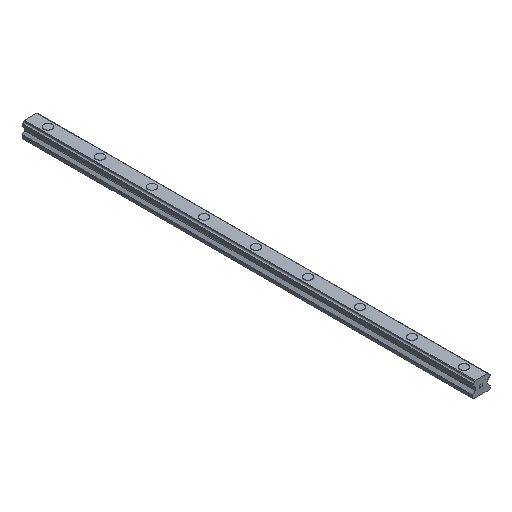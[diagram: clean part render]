
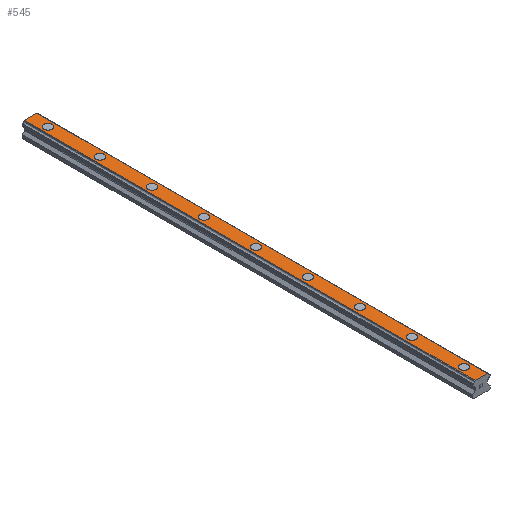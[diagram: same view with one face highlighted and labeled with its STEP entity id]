
A CAD part, isometric view. The second image highlights one B-rep face of the part: STEP entity #545.
In plain terms, the highlighted planar face has unit normal (0, 0, 1).
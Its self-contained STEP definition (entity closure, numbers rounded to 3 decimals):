
#545=ADVANCED_FACE('',(#1118,#1119,#1120,#1121,#1122,#1123,#1124,#1125,#1126,#1127),#1128,.T.);
#1118=FACE_BOUND('',#1721,.T.);
#1119=FACE_BOUND('',#1722,.T.);
#1120=FACE_BOUND('',#1723,.T.);
#1121=FACE_BOUND('',#1724,.T.);
#1122=FACE_BOUND('',#1725,.T.);
#1123=FACE_BOUND('',#1726,.T.);
#1124=FACE_BOUND('',#1727,.T.);
#1125=FACE_BOUND('',#1728,.T.);
#1126=FACE_BOUND('',#1729,.T.);
#1127=FACE_OUTER_BOUND('',#1730,.T.);
#1128=PLANE('',#1731);
#1721=EDGE_LOOP('',(#3277,#3278));
#1722=EDGE_LOOP('',(#3279,#3280));
#1723=EDGE_LOOP('',(#3281,#3282));
#1724=EDGE_LOOP('',(#3283,#3284));
#1725=EDGE_LOOP('',(#3285,#3286));
#1726=EDGE_LOOP('',(#3287,#3288));
#1727=EDGE_LOOP('',(#3289,#3290));
#1728=EDGE_LOOP('',(#3291,#3292));
#1729=EDGE_LOOP('',(#3293,#3294));
#1730=EDGE_LOOP('',(#3295,#3296,#3297,#3298));
#1731=AXIS2_PLACEMENT_3D('',#3299,#3300,#3301);
#3277=ORIENTED_EDGE('',*,*,#3576,.T.);
#3278=ORIENTED_EDGE('',*,*,#4005,.T.);
#3279=ORIENTED_EDGE('',*,*,#3566,.T.);
#3280=ORIENTED_EDGE('',*,*,#4011,.T.);
#3281=ORIENTED_EDGE('',*,*,#3556,.T.);
#3282=ORIENTED_EDGE('',*,*,#4017,.T.);
#3283=ORIENTED_EDGE('',*,*,#3546,.T.);
#3284=ORIENTED_EDGE('',*,*,#4023,.T.);
#3285=ORIENTED_EDGE('',*,*,#3536,.T.);
#3286=ORIENTED_EDGE('',*,*,#4029,.T.);
#3287=ORIENTED_EDGE('',*,*,#3526,.T.);
#3288=ORIENTED_EDGE('',*,*,#4035,.T.);
#3289=ORIENTED_EDGE('',*,*,#3516,.T.);
#3290=ORIENTED_EDGE('',*,*,#4041,.T.);
#3291=ORIENTED_EDGE('',*,*,#3506,.T.);
#3292=ORIENTED_EDGE('',*,*,#4047,.T.);
#3293=ORIENTED_EDGE('',*,*,#3496,.T.);
#3294=ORIENTED_EDGE('',*,*,#4053,.T.);
#3295=ORIENTED_EDGE('',*,*,#3984,.T.);
#3296=ORIENTED_EDGE('',*,*,#4100,.F.);
#3297=ORIENTED_EDGE('',*,*,#3854,.F.);
#3298=ORIENTED_EDGE('',*,*,#4098,.T.);
#3299=CARTESIAN_POINT('',(0.0,520.0,17.5));
#3300=DIRECTION('',(0.0,0.0,1.0));
#3301=DIRECTION('',(-1.0,0.0,-0.0));
#3496=EDGE_CURVE('',#4156,#4153,#4157,.T.);
#3506=EDGE_CURVE('',#4174,#4171,#4175,.T.);
#3516=EDGE_CURVE('',#4192,#4189,#4193,.T.);
#3526=EDGE_CURVE('',#4210,#4207,#4211,.T.);
#3536=EDGE_CURVE('',#4228,#4225,#4229,.T.);
#3546=EDGE_CURVE('',#4246,#4243,#4247,.T.);
#3556=EDGE_CURVE('',#4264,#4261,#4265,.T.);
#3566=EDGE_CURVE('',#4282,#4279,#4283,.T.);
#3576=EDGE_CURVE('',#4300,#4297,#4301,.T.);
#3854=EDGE_CURVE('',#4712,#4714,#4715,.T.);
#3984=EDGE_CURVE('',#4929,#4927,#4930,.T.);
#4005=EDGE_CURVE('',#4297,#4300,#4969,.T.);
#4011=EDGE_CURVE('',#4279,#4282,#4975,.T.);
#4017=EDGE_CURVE('',#4261,#4264,#4981,.T.);
#4023=EDGE_CURVE('',#4243,#4246,#4987,.T.);
#4029=EDGE_CURVE('',#4225,#4228,#4993,.T.);
#4035=EDGE_CURVE('',#4207,#4210,#4999,.T.);
#4041=EDGE_CURVE('',#4189,#4192,#5005,.T.);
#4047=EDGE_CURVE('',#4171,#4174,#5011,.T.);
#4053=EDGE_CURVE('',#4153,#4156,#5017,.T.);
#4098=EDGE_CURVE('',#4712,#4929,#5062,.T.);
#4100=EDGE_CURVE('',#4714,#4927,#5064,.T.);
#4153=VERTEX_POINT('',#5119);
#4156=VERTEX_POINT('',#5123);
#4157=CIRCLE('',#5124,4.75);
#4171=VERTEX_POINT('',#5141);
#4174=VERTEX_POINT('',#5145);
#4175=CIRCLE('',#5146,4.75);
#4189=VERTEX_POINT('',#5163);
#4192=VERTEX_POINT('',#5167);
#4193=CIRCLE('',#5168,4.75);
#4207=VERTEX_POINT('',#5185);
#4210=VERTEX_POINT('',#5189);
#4211=CIRCLE('',#5190,4.75);
#4225=VERTEX_POINT('',#5207);
#4228=VERTEX_POINT('',#5211);
#4229=CIRCLE('',#5212,4.75);
#4243=VERTEX_POINT('',#5229);
#4246=VERTEX_POINT('',#5233);
#4247=CIRCLE('',#5234,4.75);
#4261=VERTEX_POINT('',#5251);
#4264=VERTEX_POINT('',#5255);
#4265=CIRCLE('',#5256,4.75);
#4279=VERTEX_POINT('',#5273);
#4282=VERTEX_POINT('',#5277);
#4283=CIRCLE('',#5278,4.75);
#4297=VERTEX_POINT('',#5295);
#4300=VERTEX_POINT('',#5299);
#4301=CIRCLE('',#5300,4.75);
#4712=VERTEX_POINT('',#5853);
#4714=VERTEX_POINT('',#5856);
#4715=LINE('',#5857,#5858);
#4927=VERTEX_POINT('',#6152);
#4929=VERTEX_POINT('',#6155);
#4930=LINE('',#6156,#6157);
#4969=CIRCLE('',#6204,4.75);
#4975=CIRCLE('',#6210,4.75);
#4981=CIRCLE('',#6216,4.75);
#4987=CIRCLE('',#6222,4.75);
#4993=CIRCLE('',#6228,4.75);
#4999=CIRCLE('',#6234,4.75);
#5005=CIRCLE('',#6240,4.75);
#5011=CIRCLE('',#6246,4.75);
#5017=CIRCLE('',#6252,4.75);
#5062=LINE('',#6317,#6318);
#5064=LINE('',#6320,#6321);
#5119=CARTESIAN_POINT('',(4.75,20.0,17.5));
#5123=CARTESIAN_POINT('',(-4.75,20.0,17.5));
#5124=AXIS2_PLACEMENT_3D('',#6393,#6394,#6395);
#5141=CARTESIAN_POINT('',(4.75,80.0,17.5));
#5145=CARTESIAN_POINT('',(-4.75,80.0,17.5));
#5146=AXIS2_PLACEMENT_3D('',#6409,#6410,#6411);
#5163=CARTESIAN_POINT('',(4.75,140.0,17.5));
#5167=CARTESIAN_POINT('',(-4.75,140.0,17.5));
#5168=AXIS2_PLACEMENT_3D('',#6425,#6426,#6427);
#5185=CARTESIAN_POINT('',(4.75,200.0,17.5));
#5189=CARTESIAN_POINT('',(-4.75,200.0,17.5));
#5190=AXIS2_PLACEMENT_3D('',#6441,#6442,#6443);
#5207=CARTESIAN_POINT('',(4.75,260.0,17.5));
#5211=CARTESIAN_POINT('',(-4.75,260.0,17.5));
#5212=AXIS2_PLACEMENT_3D('',#6457,#6458,#6459);
#5229=CARTESIAN_POINT('',(4.75,320.0,17.5));
#5233=CARTESIAN_POINT('',(-4.75,320.0,17.5));
#5234=AXIS2_PLACEMENT_3D('',#6473,#6474,#6475);
#5251=CARTESIAN_POINT('',(4.75,380.0,17.5));
#5255=CARTESIAN_POINT('',(-4.75,380.0,17.5));
#5256=AXIS2_PLACEMENT_3D('',#6489,#6490,#6491);
#5273=CARTESIAN_POINT('',(4.75,440.0,17.5));
#5277=CARTESIAN_POINT('',(-4.75,440.0,17.5));
#5278=AXIS2_PLACEMENT_3D('',#6505,#6506,#6507);
#5295=CARTESIAN_POINT('',(4.75,500.0,17.5));
#5299=CARTESIAN_POINT('',(-4.75,500.0,17.5));
#5300=AXIS2_PLACEMENT_3D('',#6521,#6522,#6523);
#5853=CARTESIAN_POINT('',(-7.231,520.0,17.5));
#5856=CARTESIAN_POINT('',(7.231,520.0,17.5));
#5857=CARTESIAN_POINT('',(-7.231,520.0,17.5));
#5858=VECTOR('',#6838,1.0);
#6152=CARTESIAN_POINT('',(7.231,0.0,17.5));
#6155=CARTESIAN_POINT('',(-7.231,0.0,17.5));
#6156=CARTESIAN_POINT('',(-7.231,0.0,17.5));
#6157=VECTOR('',#6988,1.0);
#6204=AXIS2_PLACEMENT_3D('',#7030,#7031,#7032);
#6210=AXIS2_PLACEMENT_3D('',#7039,#7040,#7041);
#6216=AXIS2_PLACEMENT_3D('',#7048,#7049,#7050);
#6222=AXIS2_PLACEMENT_3D('',#7057,#7058,#7059);
#6228=AXIS2_PLACEMENT_3D('',#7066,#7067,#7068);
#6234=AXIS2_PLACEMENT_3D('',#7075,#7076,#7077);
#6240=AXIS2_PLACEMENT_3D('',#7084,#7085,#7086);
#6246=AXIS2_PLACEMENT_3D('',#7093,#7094,#7095);
#6252=AXIS2_PLACEMENT_3D('',#7102,#7103,#7104);
#6317=CARTESIAN_POINT('',(-7.231,520.0,17.5));
#6318=VECTOR('',#7131,1.0);
#6320=CARTESIAN_POINT('',(7.231,520.0,17.5));
#6321=VECTOR('',#7132,1.0);
#6393=CARTESIAN_POINT('',(0.0,20.0,17.5));
#6394=DIRECTION('',(0.0,0.0,-1.0));
#6395=DIRECTION('',(1.0,0.0,0.0));
#6409=CARTESIAN_POINT('',(0.0,80.0,17.5));
#6410=DIRECTION('',(0.0,0.0,-1.0));
#6411=DIRECTION('',(1.0,0.0,0.0));
#6425=CARTESIAN_POINT('',(0.0,140.0,17.5));
#6426=DIRECTION('',(0.0,0.0,-1.0));
#6427=DIRECTION('',(1.0,0.0,0.0));
#6441=CARTESIAN_POINT('',(0.0,200.0,17.5));
#6442=DIRECTION('',(0.0,0.0,-1.0));
#6443=DIRECTION('',(1.0,0.0,0.0));
#6457=CARTESIAN_POINT('',(0.0,260.0,17.5));
#6458=DIRECTION('',(0.0,0.0,-1.0));
#6459=DIRECTION('',(1.0,0.0,0.0));
#6473=CARTESIAN_POINT('',(0.0,320.0,17.5));
#6474=DIRECTION('',(0.0,0.0,-1.0));
#6475=DIRECTION('',(1.0,0.0,0.0));
#6489=CARTESIAN_POINT('',(0.0,380.0,17.5));
#6490=DIRECTION('',(0.0,0.0,-1.0));
#6491=DIRECTION('',(1.0,0.0,0.0));
#6505=CARTESIAN_POINT('',(0.0,440.0,17.5));
#6506=DIRECTION('',(0.0,0.0,-1.0));
#6507=DIRECTION('',(1.0,0.0,0.0));
#6521=CARTESIAN_POINT('',(0.0,500.0,17.5));
#6522=DIRECTION('',(0.0,0.0,-1.0));
#6523=DIRECTION('',(1.0,0.0,0.0));
#6838=DIRECTION('',(1.0,0.0,0.0));
#6988=DIRECTION('',(1.0,0.0,0.0));
#7030=CARTESIAN_POINT('',(0.0,500.0,17.5));
#7031=DIRECTION('',(0.0,0.0,-1.0));
#7032=DIRECTION('',(1.0,0.0,0.0));
#7039=CARTESIAN_POINT('',(0.0,440.0,17.5));
#7040=DIRECTION('',(0.0,0.0,-1.0));
#7041=DIRECTION('',(1.0,0.0,0.0));
#7048=CARTESIAN_POINT('',(0.0,380.0,17.5));
#7049=DIRECTION('',(0.0,0.0,-1.0));
#7050=DIRECTION('',(1.0,0.0,0.0));
#7057=CARTESIAN_POINT('',(0.0,320.0,17.5));
#7058=DIRECTION('',(0.0,0.0,-1.0));
#7059=DIRECTION('',(1.0,0.0,0.0));
#7066=CARTESIAN_POINT('',(0.0,260.0,17.5));
#7067=DIRECTION('',(0.0,0.0,-1.0));
#7068=DIRECTION('',(1.0,0.0,0.0));
#7075=CARTESIAN_POINT('',(0.0,200.0,17.5));
#7076=DIRECTION('',(0.0,0.0,-1.0));
#7077=DIRECTION('',(1.0,0.0,0.0));
#7084=CARTESIAN_POINT('',(0.0,140.0,17.5));
#7085=DIRECTION('',(0.0,0.0,-1.0));
#7086=DIRECTION('',(1.0,0.0,0.0));
#7093=CARTESIAN_POINT('',(0.0,80.0,17.5));
#7094=DIRECTION('',(0.0,0.0,-1.0));
#7095=DIRECTION('',(1.0,0.0,0.0));
#7102=CARTESIAN_POINT('',(0.0,20.0,17.5));
#7103=DIRECTION('',(0.0,0.0,-1.0));
#7104=DIRECTION('',(1.0,0.0,0.0));
#7131=DIRECTION('',(0.0,-1.0,0.0));
#7132=DIRECTION('',(0.0,-1.0,0.0));
